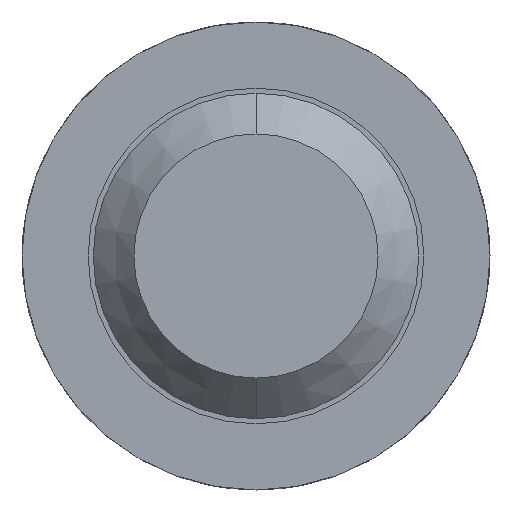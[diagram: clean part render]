
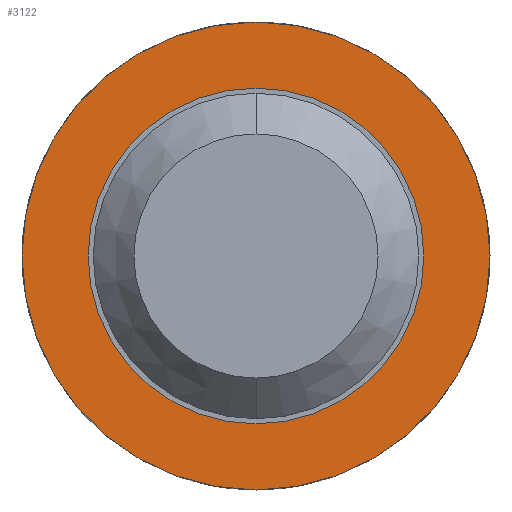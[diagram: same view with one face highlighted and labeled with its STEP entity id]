
A CAD part, front view. The second image highlights one B-rep face of the part: STEP entity #3122.
In plain terms, the highlighted planar face has unit normal (0, -1, 0).
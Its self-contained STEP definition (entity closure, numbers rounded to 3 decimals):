
#331 = CARTESIAN_POINT ( 'NONE',  ( 0., -1.5, -1.15 ) ) ;
#672 = CARTESIAN_POINT ( 'NONE',  ( 0., -1.5, 0. ) ) ;
#676 = CARTESIAN_POINT ( 'NONE',  ( 0., -1.5, 0. ) ) ;
#741 = CARTESIAN_POINT ( 'NONE',  ( 0., -1.5, 0. ) ) ;
#920 = DIRECTION ( 'NONE',  ( 0., 1., 0. ) ) ;
#1005 = DIRECTION ( 'NONE',  ( 0., 0., 1. ) ) ;
#1056 = CIRCLE ( 'NONE', #3064, 0.825 ) ;
#1174 = CIRCLE ( 'NONE', #2740, 1.15 ) ;
#1330 = EDGE_CURVE ( 'Defeature ausgef�hrt4_44+Defeature ausgef�hrt4_48+Defeature ausgef�hrt4_48+Defeature ausgef�hrt4_48', #1482, #2384, #1174, .T. ) ;
#1366 = CARTESIAN_POINT ( 'NONE',  ( 0., -1.5, -0.825 ) ) ;
#1400 = CARTESIAN_POINT ( 'NONE',  ( 0.825, -1.5, 0. ) ) ;
#1482 = VERTEX_POINT ( 'NONE', #331 ) ;
#1627 = VERTEX_POINT ( 'NONE', #4229 ) ;
#1722 = DIRECTION ( 'NONE',  ( 0., 1., 0. ) ) ;
#1812 = CIRCLE ( 'NONE', #1855, 0.825 ) ;
#1855 = AXIS2_PLACEMENT_3D ( 'NONE', #676, #1722, #4305 ) ;
#2138 = AXIS2_PLACEMENT_3D ( 'NONE', #1400, #2460, #3950 ) ;
#2172 = ORIENTED_EDGE ( 'NONE', *, *, #3224, .F. ) ;
#2216 = DIRECTION ( 'NONE',  ( 0., 1., 0. ) ) ;
#2384 = VERTEX_POINT ( 'NONE', #3745 ) ;
#2427 = CARTESIAN_POINT ( 'NONE',  ( 0., -1.5, 0. ) ) ;
#2460 = DIRECTION ( 'NONE',  ( 0., 1., 0. ) ) ;
#2685 = AXIS2_PLACEMENT_3D ( 'NONE', #741, #2216, #2951 ) ;
#2730 = FACE_OUTER_BOUND ( 'NONE', #3462, .T. ) ;
#2740 = AXIS2_PLACEMENT_3D ( 'NONE', #2427, #920, #4212 ) ;
#2812 = DIRECTION ( 'NONE',  ( 0., 1., 0. ) ) ;
#2832 = PLANE ( 'NONE',  #2138 ) ;
#2951 = DIRECTION ( 'NONE',  ( 0., 0., 1. ) ) ;
#3064 = AXIS2_PLACEMENT_3D ( 'NONE', #672, #2812, #1005 ) ;
#3122 = ADVANCED_FACE ( 'Defeature ausgef�hrt4_48', ( #2730, #4337 ), #2832, .F. ) ;
#3224 = EDGE_CURVE ( 'Defeature ausgef�hrt4_44+Defeature ausgef�hrt4_48+Defeature ausgef�hrt4_48+Defeature ausgef�hrt4_48', #2384, #1482, #3701, .T. ) ;
#3462 = EDGE_LOOP ( 'NONE', ( #2172, #3552 ) ) ;
#3552 = ORIENTED_EDGE ( 'NONE', *, *, #1330, .F. ) ;
#3557 = EDGE_CURVE ( 'Defeature ausgef�hrt4_48+Defeature ausgef�hrt4_47+Defeature ausgef�hrt4_47+Defeature ausgef�hrt4_47', #4699, #1627, #1812, .T. ) ;
#3701 = CIRCLE ( 'NONE', #2685, 1.15 ) ;
#3745 = CARTESIAN_POINT ( 'NONE',  ( 0., -1.5, 1.15 ) ) ;
#3812 = EDGE_LOOP ( 'NONE', ( #4659, #4413 ) ) ;
#3950 = DIRECTION ( 'NONE',  ( 0., 0., 1. ) ) ;
#4164 = EDGE_CURVE ( 'Defeature ausgef�hrt4_48+Defeature ausgef�hrt4_47+Defeature ausgef�hrt4_47+Defeature ausgef�hrt4_47', #1627, #4699, #1056, .T. ) ;
#4212 = DIRECTION ( 'NONE',  ( 0., 0., 1. ) ) ;
#4229 = CARTESIAN_POINT ( 'NONE',  ( 0., -1.5, 0.825 ) ) ;
#4305 = DIRECTION ( 'NONE',  ( 0., 0., 1. ) ) ;
#4337 = FACE_BOUND ( 'NONE', #3812, .T. ) ;
#4413 = ORIENTED_EDGE ( 'NONE', *, *, #3557, .T. ) ;
#4659 = ORIENTED_EDGE ( 'NONE', *, *, #4164, .T. ) ;
#4699 = VERTEX_POINT ( 'NONE', #1366 ) ;
